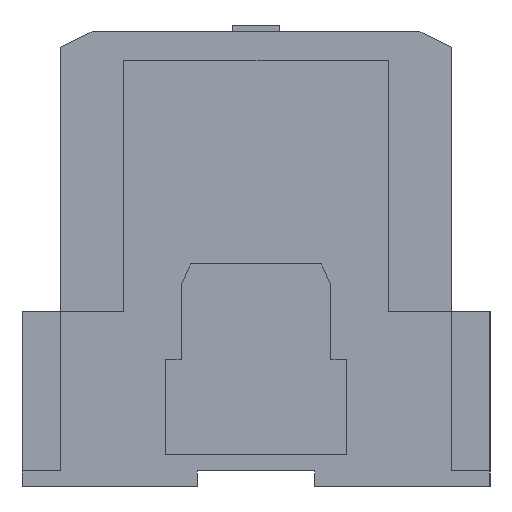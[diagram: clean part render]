
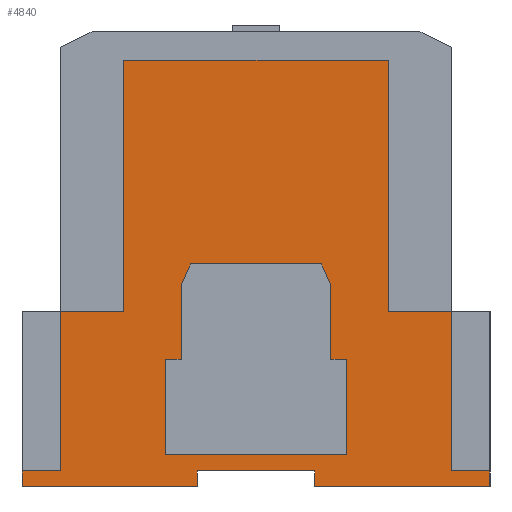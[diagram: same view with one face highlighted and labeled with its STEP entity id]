
A CAD part, left-side view. The second image highlights one B-rep face of the part: STEP entity #4840.
In plain terms, the highlighted planar face has unit normal (-1, 0, 0).
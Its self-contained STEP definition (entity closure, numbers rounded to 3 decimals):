
#174=PLANE('',#5220);
#427=FACE_OUTER_BOUND('',#729,.T.);
#729=EDGE_LOOP('',(#3708,#3709,#3710,#3711,#3712,#3713,#3714,#3715,#3716,
#3717,#3718,#3719,#3720,#3721,#3722,#3723));
#1064=LINE('',#7283,#1610);
#1067=LINE('',#7288,#1613);
#1069=LINE('',#7292,#1615);
#1071=LINE('',#7296,#1617);
#1075=LINE('',#7304,#1621);
#1080=LINE('',#7314,#1626);
#1083=LINE('',#7319,#1629);
#1085=LINE('',#7323,#1631);
#1087=LINE('',#7327,#1633);
#1091=LINE('',#7335,#1637);
#1096=LINE('',#7345,#1642);
#1099=LINE('',#7349,#1645);
#1104=LINE('',#7362,#1650);
#1106=LINE('',#7365,#1652);
#1107=LINE('',#7368,#1653);
#1109=LINE('',#7371,#1655);
#1610=VECTOR('',#5882,304.8);
#1613=VECTOR('',#5887,304.8);
#1615=VECTOR('',#5891,304.8);
#1617=VECTOR('',#5895,304.8);
#1621=VECTOR('',#5901,304.8);
#1626=VECTOR('',#5908,304.8);
#1629=VECTOR('',#5913,304.8);
#1631=VECTOR('',#5917,304.8);
#1633=VECTOR('',#5921,304.8);
#1637=VECTOR('',#5927,304.8);
#1642=VECTOR('',#5934,304.8);
#1645=VECTOR('',#5939,304.8);
#1650=VECTOR('',#5954,304.8);
#1652=VECTOR('',#5958,304.8);
#1653=VECTOR('',#5961,304.8);
#1655=VECTOR('',#5965,304.8);
#2292=VERTEX_POINT('',#7281);
#2293=VERTEX_POINT('',#7282);
#2294=VERTEX_POINT('',#7287);
#2295=VERTEX_POINT('',#7291);
#2296=VERTEX_POINT('',#7295);
#2299=VERTEX_POINT('',#7303);
#2302=VERTEX_POINT('',#7311);
#2303=VERTEX_POINT('',#7313);
#2304=VERTEX_POINT('',#7318);
#2305=VERTEX_POINT('',#7322);
#2306=VERTEX_POINT('',#7326);
#2309=VERTEX_POINT('',#7334);
#2312=VERTEX_POINT('',#7342);
#2313=VERTEX_POINT('',#7344);
#2316=VERTEX_POINT('',#7361);
#2317=VERTEX_POINT('',#7367);
#2782=EDGE_CURVE('',#2292,#2293,#1064,.T.);
#2785=EDGE_CURVE('',#2294,#2292,#1067,.T.);
#2787=EDGE_CURVE('',#2295,#2294,#1069,.T.);
#2789=EDGE_CURVE('',#2296,#2295,#1071,.T.);
#2793=EDGE_CURVE('',#2299,#2296,#1075,.T.);
#2798=EDGE_CURVE('',#2303,#2302,#1080,.T.);
#2801=EDGE_CURVE('',#2304,#2303,#1083,.T.);
#2803=EDGE_CURVE('',#2305,#2304,#1085,.T.);
#2805=EDGE_CURVE('',#2306,#2305,#1087,.T.);
#2809=EDGE_CURVE('',#2309,#2306,#1091,.T.);
#2814=EDGE_CURVE('',#2313,#2312,#1096,.T.);
#2817=EDGE_CURVE('',#2293,#2313,#1099,.T.);
#2822=EDGE_CURVE('',#2316,#2299,#1104,.T.);
#2824=EDGE_CURVE('',#2302,#2316,#1106,.T.);
#2825=EDGE_CURVE('',#2317,#2309,#1107,.T.);
#2827=EDGE_CURVE('',#2312,#2317,#1109,.T.);
#3708=ORIENTED_EDGE('',*,*,#2782,.T.);
#3709=ORIENTED_EDGE('',*,*,#2817,.T.);
#3710=ORIENTED_EDGE('',*,*,#2814,.T.);
#3711=ORIENTED_EDGE('',*,*,#2827,.T.);
#3712=ORIENTED_EDGE('',*,*,#2825,.T.);
#3713=ORIENTED_EDGE('',*,*,#2809,.T.);
#3714=ORIENTED_EDGE('',*,*,#2805,.T.);
#3715=ORIENTED_EDGE('',*,*,#2803,.T.);
#3716=ORIENTED_EDGE('',*,*,#2801,.T.);
#3717=ORIENTED_EDGE('',*,*,#2798,.T.);
#3718=ORIENTED_EDGE('',*,*,#2824,.T.);
#3719=ORIENTED_EDGE('',*,*,#2822,.T.);
#3720=ORIENTED_EDGE('',*,*,#2793,.T.);
#3721=ORIENTED_EDGE('',*,*,#2789,.T.);
#3722=ORIENTED_EDGE('',*,*,#2787,.T.);
#3723=ORIENTED_EDGE('',*,*,#2785,.T.);
#4840=ADVANCED_FACE('',(#427),#174,.F.);
#5220=AXIS2_PLACEMENT_3D('',#7372,#5966,#5967);
#5882=DIRECTION('',(0.,0.,-1.));
#5887=DIRECTION('',(0.,-1.,0.));
#5891=DIRECTION('',(0.,0.,1.));
#5895=DIRECTION('',(0.,-1.,0.));
#5901=DIRECTION('',(0.,0.,-1.));
#5908=DIRECTION('',(0.,1.,0.));
#5913=DIRECTION('',(0.,0.,-1.));
#5917=DIRECTION('',(0.,1.,0.));
#5921=DIRECTION('',(0.,0.,1.));
#5927=DIRECTION('',(0.,1.,0.));
#5934=DIRECTION('',(0.,0.,1.));
#5939=DIRECTION('',(0.,-1.,0.));
#5954=DIRECTION('',(0.,1.,0.));
#5958=DIRECTION('',(0.,0.,-1.));
#5961=DIRECTION('',(0.,0.,1.));
#5965=DIRECTION('',(0.,1.,0.));
#5966=DIRECTION('center_axis',(1.,0.,0.));
#5967=DIRECTION('ref_axis',(0.,0.,1.));
#7281=CARTESIAN_POINT('',(0.,-37.,0.));
#7282=CARTESIAN_POINT('',(0.,-37.,-5.));
#7283=CARTESIAN_POINT('',(0.,-37.,0.));
#7287=CARTESIAN_POINT('',(0.,0.,0.));
#7288=CARTESIAN_POINT('',(0.,0.,0.));
#7291=CARTESIAN_POINT('',(0.,0.,-5.));
#7292=CARTESIAN_POINT('',(0.,0.,-5.));
#7295=CARTESIAN_POINT('',(0.,55.,-5.));
#7296=CARTESIAN_POINT('',(0.,55.,-5.));
#7303=CARTESIAN_POINT('',(0.,55.,0.));
#7304=CARTESIAN_POINT('',(0.,55.,0.));
#7311=CARTESIAN_POINT('',(0.,43.,50.));
#7313=CARTESIAN_POINT('',(0.,23.,50.));
#7314=CARTESIAN_POINT('',(0.,23.,50.));
#7318=CARTESIAN_POINT('',(0.,23.,129.));
#7319=CARTESIAN_POINT('',(0.,23.,129.));
#7322=CARTESIAN_POINT('',(0.,-60.,129.));
#7323=CARTESIAN_POINT('',(0.,-60.,129.));
#7326=CARTESIAN_POINT('',(0.,-60.,50.));
#7327=CARTESIAN_POINT('',(0.,-60.,50.));
#7334=CARTESIAN_POINT('',(0.,-80.,50.));
#7335=CARTESIAN_POINT('',(0.,-80.,50.));
#7342=CARTESIAN_POINT('',(0.,-92.,0.));
#7344=CARTESIAN_POINT('',(0.,-92.,-5.));
#7345=CARTESIAN_POINT('',(0.,-92.,-5.));
#7349=CARTESIAN_POINT('',(0.,-37.,-5.));
#7361=CARTESIAN_POINT('',(0.,43.,0.));
#7362=CARTESIAN_POINT('',(0.,43.,0.));
#7365=CARTESIAN_POINT('',(0.,43.,50.));
#7367=CARTESIAN_POINT('',(0.,-80.,0.));
#7368=CARTESIAN_POINT('',(0.,-80.,0.));
#7371=CARTESIAN_POINT('',(0.,-92.,0.));
#7372=CARTESIAN_POINT('Origin',(0.,0.,
0.));
